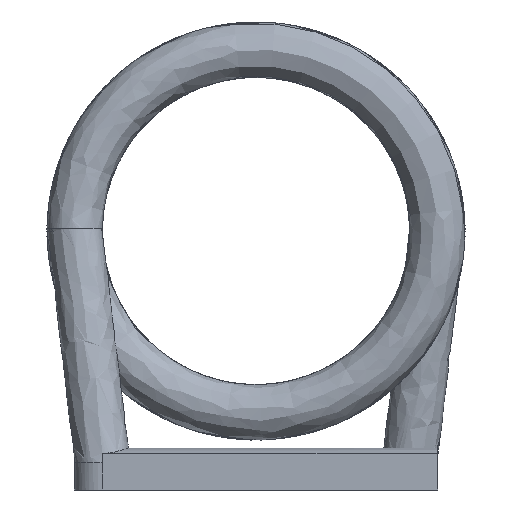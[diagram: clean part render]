
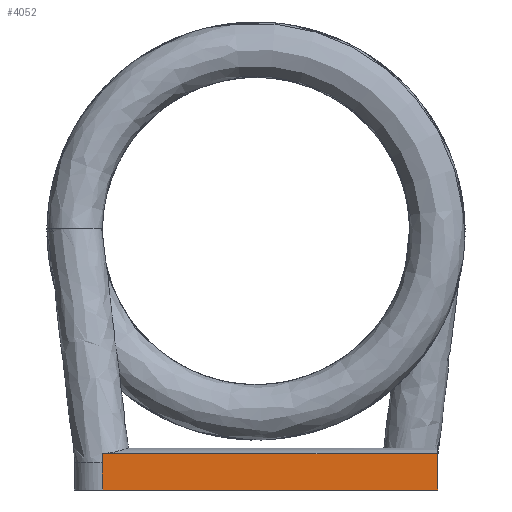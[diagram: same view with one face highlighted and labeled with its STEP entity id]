
A CAD part, left-side view. The second image highlights one B-rep face of the part: STEP entity #4052.
In plain terms, the highlighted planar face has unit normal (-1, 0, 0).
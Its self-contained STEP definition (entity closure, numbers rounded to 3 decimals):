
#3451 = VERTEX_POINT('',#3452);
#3452 = CARTESIAN_POINT('',(-5.574,3.173,0.573));
#3706 = VERTEX_POINT('',#3707);
#3707 = CARTESIAN_POINT('',(-5.574,-3.745,0.744));
#3714 = EDGE_CURVE('',#3715,#3706,#3717,.T.);
#3715 = VERTEX_POINT('',#3716);
#3716 = CARTESIAN_POINT('',(-5.574,3.173,0.744));
#3717 = LINE('',#3718,#3719);
#3718 = CARTESIAN_POINT('',(-5.574,3.173,0.744));
#3719 = VECTOR('',#3720,1.);
#3720 = DIRECTION('',(0.,-1.,0.));
#3738 = EDGE_CURVE('',#3715,#3451,#3739,.T.);
#3739 = LINE('',#3740,#3741);
#3740 = CARTESIAN_POINT('',(-5.574,3.173,0.744));
#3741 = VECTOR('',#3742,1.);
#3742 = DIRECTION('',(0.,0.,-1.));
#3788 = EDGE_CURVE('',#3451,#3789,#3791,.T.);
#3789 = VERTEX_POINT('',#3790);
#3790 = CARTESIAN_POINT('',(-5.574,3.173,0.286));
#3791 = LINE('',#3792,#3793);
#3792 = CARTESIAN_POINT('',(-5.574,3.173,0.744));
#3793 = VECTOR('',#3794,1.);
#3794 = DIRECTION('',(0.,0.,-1.));
#4052 = ADVANCED_FACE('',(#4053),#4104,.F.);
#4053 = FACE_BOUND('',#4054,.F.);
#4054 = EDGE_LOOP('',(#4055,#4056,#4057,#4065,#4073,#4081,#4089,#4097,
#4103));
#4055 = ORIENTED_EDGE('',*,*,#3738,.F.);
#4056 = ORIENTED_EDGE('',*,*,#3714,.T.);
#4057 = ORIENTED_EDGE('',*,*,#4058,.T.);
#4058 = EDGE_CURVE('',#3706,#4059,#4061,.T.);
#4059 = VERTEX_POINT('',#4060);
#4060 = CARTESIAN_POINT('',(-5.574,-3.745,0.573));
#4061 = LINE('',#4062,#4063);
#4062 = CARTESIAN_POINT('',(-5.574,-3.745,0.744));
#4063 = VECTOR('',#4064,1.);
#4064 = DIRECTION('',(0.,0.,-1.));
#4065 = ORIENTED_EDGE('',*,*,#4066,.F.);
#4066 = EDGE_CURVE('',#4067,#4059,#4069,.T.);
#4067 = VERTEX_POINT('',#4068);
#4068 = CARTESIAN_POINT('',(-5.574,-3.756,0.573));
#4069 = LINE('',#4070,#4071);
#4070 = CARTESIAN_POINT('',(-5.574,-3.756,0.573));
#4071 = VECTOR('',#4072,1.);
#4072 = DIRECTION('',(0.,1.,0.));
#4073 = ORIENTED_EDGE('',*,*,#4074,.F.);
#4074 = EDGE_CURVE('',#4075,#4067,#4077,.T.);
#4075 = VERTEX_POINT('',#4076);
#4076 = CARTESIAN_POINT('',(-5.574,-3.756,0.));
#4077 = LINE('',#4078,#4079);
#4078 = CARTESIAN_POINT('',(-5.574,-3.756,0.));
#4079 = VECTOR('',#4080,1.);
#4080 = DIRECTION('',(0.,0.,1.));
#4081 = ORIENTED_EDGE('',*,*,#4082,.T.);
#4082 = EDGE_CURVE('',#4075,#4083,#4085,.T.);
#4083 = VERTEX_POINT('',#4084);
#4084 = CARTESIAN_POINT('',(-5.574,3.162,0.));
#4085 = LINE('',#4086,#4087);
#4086 = CARTESIAN_POINT('',(-5.574,-3.756,0.));
#4087 = VECTOR('',#4088,1.);
#4088 = DIRECTION('',(0.,1.,0.));
#4089 = ORIENTED_EDGE('',*,*,#4090,.T.);
#4090 = EDGE_CURVE('',#4083,#4091,#4093,.T.);
#4091 = VERTEX_POINT('',#4092);
#4092 = CARTESIAN_POINT('',(-5.574,3.162,0.286));
#4093 = LINE('',#4094,#4095);
#4094 = CARTESIAN_POINT('',(-5.574,3.162,0.));
#4095 = VECTOR('',#4096,1.);
#4096 = DIRECTION('',(0.,0.,1.));
#4097 = ORIENTED_EDGE('',*,*,#4098,.F.);
#4098 = EDGE_CURVE('',#3789,#4091,#4099,.T.);
#4099 = LINE('',#4100,#4101);
#4100 = CARTESIAN_POINT('',(-5.574,3.173,0.286));
#4101 = VECTOR('',#4102,1.);
#4102 = DIRECTION('',(0.,-1.,0.));
#4103 = ORIENTED_EDGE('',*,*,#3788,.F.);
#4104 = PLANE('',#4105);
#4105 = AXIS2_PLACEMENT_3D('',#4106,#4107,#4108);
#4106 = CARTESIAN_POINT('',(-5.574,3.173,0.744));
#4107 = DIRECTION('',(1.,0.,0.));
#4108 = DIRECTION('',(0.,0.,-1.));
